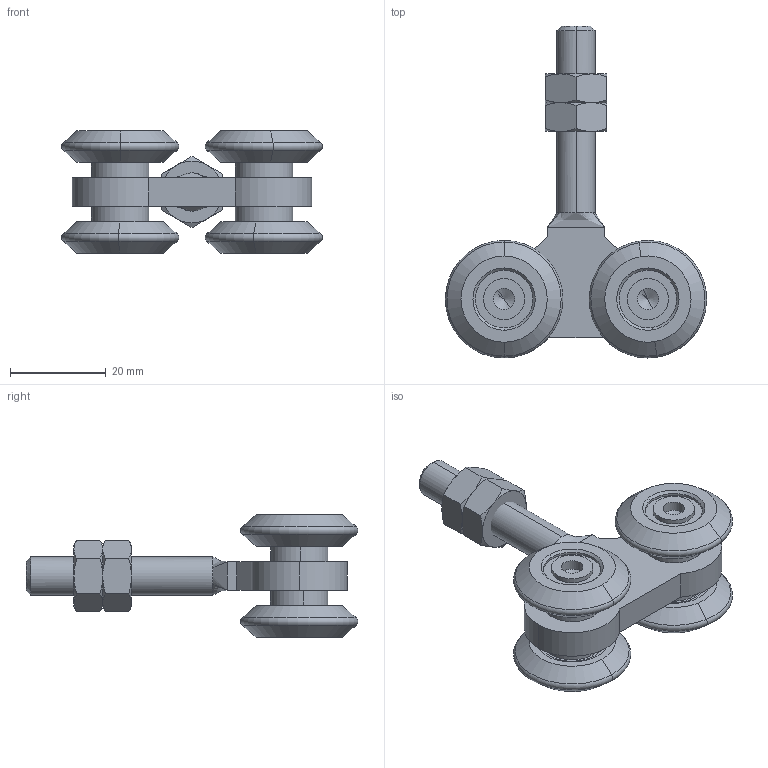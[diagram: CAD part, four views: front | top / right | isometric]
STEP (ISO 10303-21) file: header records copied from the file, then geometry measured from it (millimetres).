
FILE_DESCRIPTION (( 'STEP AP203' ), '1' );
FILE_NAME ('H-08-33x34-info.STEP', '2025-12-11T09:08:01', ( '' ), ( '' ), 'SwSTEP 2.0', 'SolidWorks 2019', '' );
FILE_SCHEMA (( 'CONFIG_CONTROL_DESIGN' ));
Length unit declared in the file: millimetre
Products named in the file (1): H-08-33x34-info
Bounding box: 54.5 x 69.25 x 25.5 mm (x, y, z)
Volume: 20165.9 mm3; surface area: 16165.4 mm2
Topology: 18 solids, 18 shells, 279 faces, 589 edges, 366 vertices
Faces by surface type: cylinder 125, plane 80, cone 62, torus 8, bspline 4
Entity records: 8214 total; most frequent: CARTESIAN_POINT 1981, DIRECTION 1401, ORIENTED_EDGE 1154, AXIS2_PLACEMENT_3D 602, EDGE_CURVE 577, VERTEX_POINT 366, EDGE_LOOP 343, CIRCLE 326
